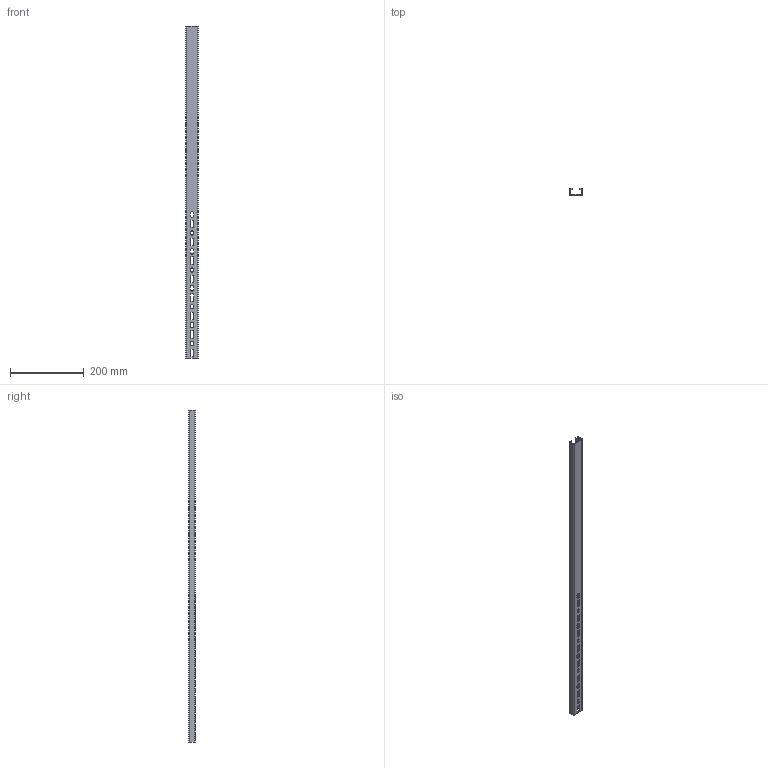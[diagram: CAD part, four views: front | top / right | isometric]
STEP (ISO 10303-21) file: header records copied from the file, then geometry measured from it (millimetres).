
FILE_DESCRIPTION (( 'STEP AP214' ), '1' );
FILE_NAME ('1104597.STEP', '2026-01-30T10:19:16', ( '' ), ( '' ), 'SwSTEP 2.0', 'SolidWorks 2024', '' );
FILE_SCHEMA (( 'AUTOMOTIVE_DESIGN' ));
Length unit declared in the file: millimetre
Products named in the file (1): 1104597
Bounding box: 35 x 17.87 x 900 mm (x, y, z)
Volume: 117722.1 mm3; surface area: 139265.1 mm2
Topology: 1 solids, 1 shells, 142 faces, 388 edges, 248 vertices
Faces by surface type: plane 78, cylinder 64
Entity records: 4571 total; most frequent: DIRECTION 802, CARTESIAN_POINT 779, ORIENTED_EDGE 776, EDGE_CURVE 388, AXIS2_PLACEMENT_3D 271, LINE 260, VECTOR 260, VERTEX_POINT 248
